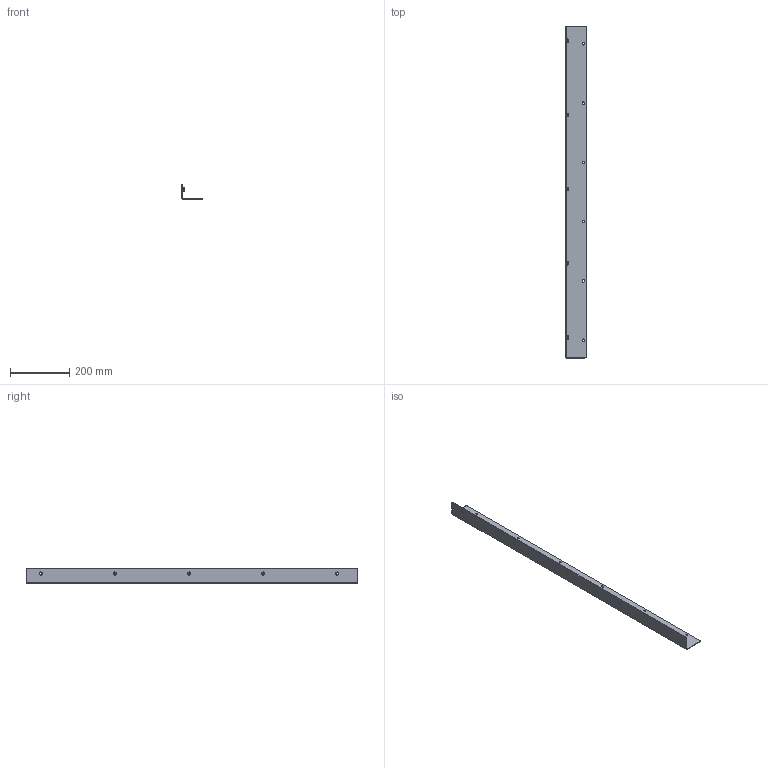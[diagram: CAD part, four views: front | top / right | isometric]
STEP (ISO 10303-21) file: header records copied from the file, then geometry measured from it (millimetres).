
FILE_DESCRIPTION((''),'2;1');
FILE_NAME('610-2508_ASM','2023-02-27T12:30:11',('mbean'),(''),'CREO PARAMETRIC BY PTC INC, 2022244','CREO PARAMETRIC BY PTC INC, 2022244','');
FILE_SCHEMA(('AP242_MANAGED_MODEL_BASED_3D_ENGINEERING_MIM_LF { 1 0 10303 442 1 1 4 }'));
Length unit declared in the file: millimetre
Products named in the file (3): 610-2508_1; CLINCH_NUT-M8; 610-2508_ASM
Assembly tree (6 placements, depth 2):
  610-2508_ASM
    610-2508_1
    CLINCH_NUT-M8  x5
Bounding box: 70 x 1120 x 50 mm (x, y, z)
Volume: 262919.8 mm3; surface area: 268457.6 mm2
Topology: 6 solids, 6 shells, 347 faces, 914 edges, 657 vertices
Faces by surface type: plane 229, cylinder 78, cone 40
Entity records: 5245 total; most frequent: CARTESIAN_POINT 680, DIRECTION 678, ORIENTED_EDGE 574, EDGE_CURVE 287, VECTOR 238, LINE 238, AXIS2_PLACEMENT_3D 220, PRESENTATION_STYLE_ASSIGNMENT 202
